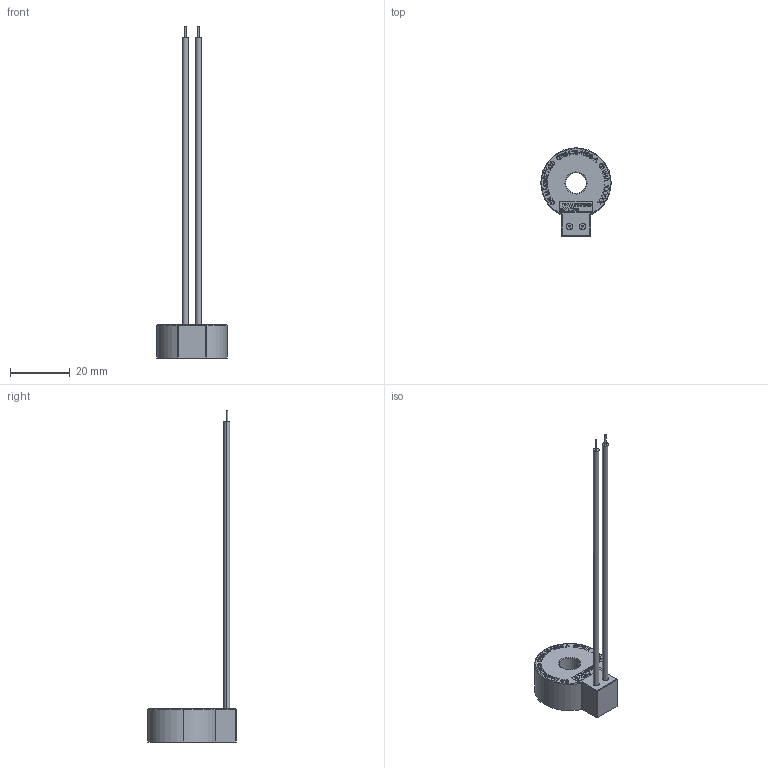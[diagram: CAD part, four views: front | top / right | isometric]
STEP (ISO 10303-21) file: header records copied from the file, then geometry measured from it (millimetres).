
FILE_DESCRIPTION (( 'STEP AP203' ), '1' );
FILE_NAME ('CR8448-1000-A.STEP', '2023-08-08T19:16:10', ( '' ), ( '' ), 'SwSTEP 2.0', 'SolidWorks 2022', '' );
FILE_SCHEMA (( 'CONFIG_CONTROL_DESIGN' ));
Length unit declared in the file: millimetre
Products named in the file (1): CR8448-1000-A
Bounding box: 23.5 x 29.5 x 111.05 mm (x, y, z)
Volume: 5557.4 mm3; surface area: 3332.9 mm2
Topology: 1 solids, 1 shells, 687 faces, 1824 edges, 1208 vertices
Faces by surface type: plane 385, bspline 255, cylinder 35, torus 10, sphere 2
Entity records: 35202 total; most frequent: CARTESIAN_POINT 19743, ORIENTED_EDGE 3640, DIRECTION 2257, EDGE_CURVE 1820, VECTOR 1221, LINE 1221, VERTEX_POINT 1208, EDGE_LOOP 762
